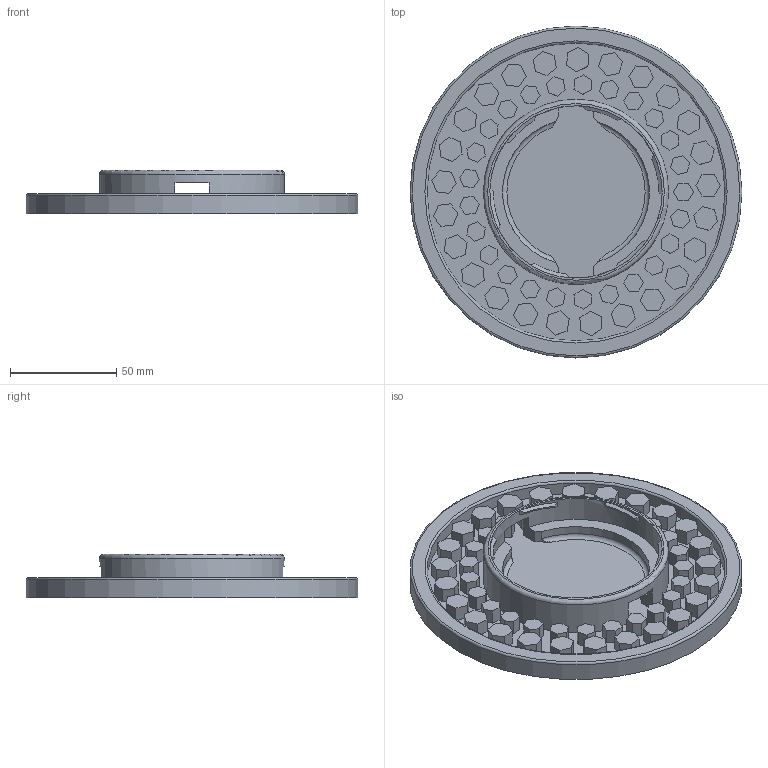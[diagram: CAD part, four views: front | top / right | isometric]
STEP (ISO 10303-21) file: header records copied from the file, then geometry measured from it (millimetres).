
FILE_DESCRIPTION(/* description */ ('STEP AP242','CAx-IF Rec.Pracs.---Representation and Presentation of Product Manufacturing Information (PMI)---4.0---2014-10-13','CAx-IF Rec.Pracs.---3D Tessellated Geometry---0.4---2014-09-14','2;1'),/* implementation_level */ '2;1');
FILE_NAME(/* name */ '6256f44a3edad5792fdeb309',/* time_stamp */ '2022-04-13T16:03:23+00:00',/* author */ (''),/* organization */ (''),/* preprocessor_version */ 'ST-DEVELOPER v18.101',/* originating_system */ ' ',/* authorisation */ ' ');
FILE_SCHEMA (('AP242_MANAGED_MODEL_BASED_3D_ENGINEERING_MIM_LF { 1 0 10303 442 1 1 4 }'));
Length unit declared in the file: metre
Products named in the file (1): Part 1
Bounding box: 156 x 156 x 20.5 mm (x, y, z)
Volume: 119036.9 mm3; surface area: 65262.1 mm2
Topology: 1 solids, 1 shells, 419 faces, 1095 edges, 733 vertices
Faces by surface type: plane 390, bspline 12, cylinder 12, torus 5
Full cylindrical faces by diameter (mm): 81 x1, 87 x1, 140 x1, 156 x1
Entity records: 12756 total; most frequent: CARTESIAN_POINT 2646, ORIENTED_EDGE 2166, DIRECTION 1840, EDGE_CURVE 1083, LINE 978, VECTOR 978, VERTEX_POINT 729, EDGE_LOOP 486
